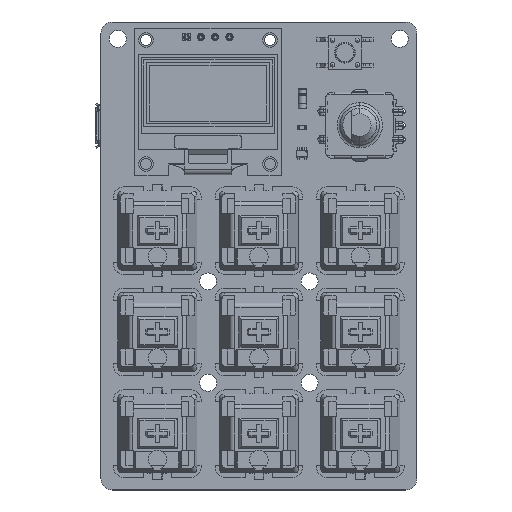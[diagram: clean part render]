
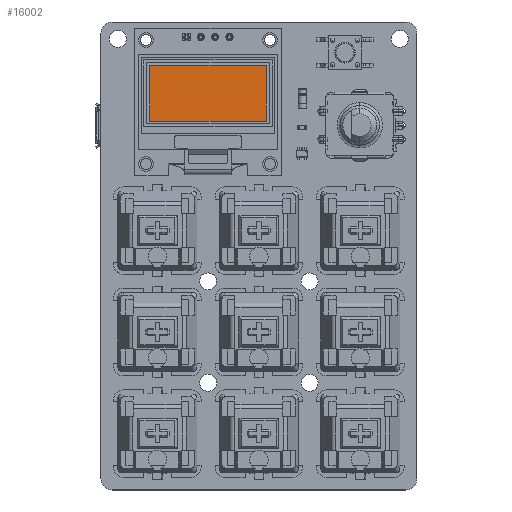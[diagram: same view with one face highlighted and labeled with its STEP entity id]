
A CAD part, top view. The second image highlights one B-rep face of the part: STEP entity #16002.
In plain terms, the highlighted face is planar.
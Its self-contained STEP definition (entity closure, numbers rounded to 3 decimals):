
#15870 = EDGE_CURVE('',#15871,#15873,#15875,.T.);
#15871 = VERTEX_POINT('',#15872);
#15872 = CARTESIAN_POINT('',(10.37,1.5,3.41));
#15873 = VERTEX_POINT('',#15874);
#15874 = CARTESIAN_POINT('',(10.37,1.5,-6.45));
#15875 = LINE('',#15876,#15877);
#15876 = CARTESIAN_POINT('',(10.37,1.5,3.41));
#15877 = VECTOR('',#15878,1.);
#15878 = DIRECTION('',(0.,0.,-1.));
#15910 = EDGE_CURVE('',#15873,#15911,#15913,.T.);
#15911 = VERTEX_POINT('',#15912);
#15912 = CARTESIAN_POINT('',(-10.37,1.5,-6.45));
#15913 = LINE('',#15914,#15915);
#15914 = CARTESIAN_POINT('',(10.37,1.5,-6.45));
#15915 = VECTOR('',#15916,1.);
#15916 = DIRECTION('',(-1.,0.,0.));
#15941 = EDGE_CURVE('',#15911,#15942,#15944,.T.);
#15942 = VERTEX_POINT('',#15943);
#15943 = CARTESIAN_POINT('',(-10.37,1.5,3.41));
#15944 = LINE('',#15945,#15946);
#15945 = CARTESIAN_POINT('',(-10.37,1.5,-6.45));
#15946 = VECTOR('',#15947,1.);
#15947 = DIRECTION('',(0.,0.,1.));
#15972 = EDGE_CURVE('',#15942,#15871,#15973,.T.);
#15973 = LINE('',#15974,#15975);
#15974 = CARTESIAN_POINT('',(-10.37,1.5,3.41));
#15975 = VECTOR('',#15976,1.);
#15976 = DIRECTION('',(1.,-0.,0.));
#16002 = ADVANCED_FACE('',(#16003),#16009,.T.);
#16003 = FACE_BOUND('',#16004,.T.);
#16004 = EDGE_LOOP('',(#16005,#16006,#16007,#16008));
#16005 = ORIENTED_EDGE('',*,*,#15972,.T.);
#16006 = ORIENTED_EDGE('',*,*,#15870,.T.);
#16007 = ORIENTED_EDGE('',*,*,#15910,.T.);
#16008 = ORIENTED_EDGE('',*,*,#15941,.T.);
#16009 = PLANE('',#16010);
#16010 = AXIS2_PLACEMENT_3D('',#16011,#16012,#16013);
#16011 = CARTESIAN_POINT('',(0.,1.5,0.));
#16012 = DIRECTION('',(0.,1.,0.));
#16013 = DIRECTION('',(0.,-0.,1.));
